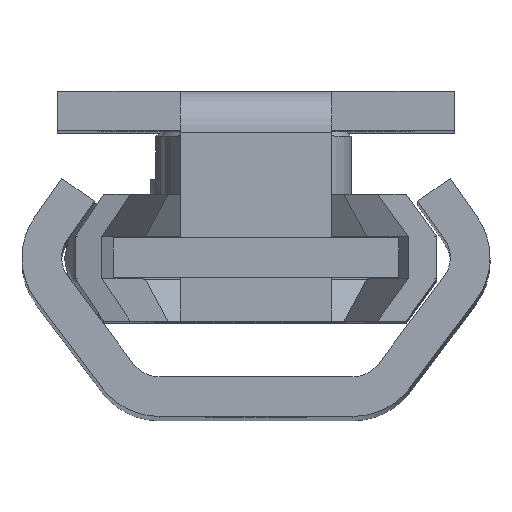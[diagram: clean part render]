
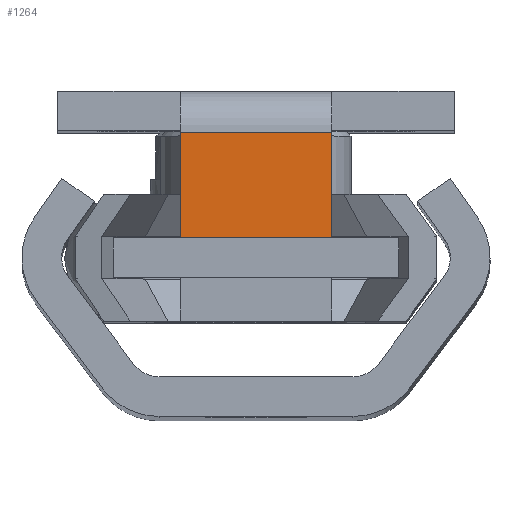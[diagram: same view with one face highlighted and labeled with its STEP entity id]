
A CAD part, top view. The second image highlights one B-rep face of the part: STEP entity #1264.
In plain terms, the highlighted face is planar.
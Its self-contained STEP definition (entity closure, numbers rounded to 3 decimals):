
#266 = ORIENTED_EDGE ( 'NONE', *, *, #2024, .T. ) ;
#271 = ORIENTED_EDGE ( 'NONE', *, *, #2070, .T. ) ;
#279 = ORIENTED_EDGE ( 'NONE', *, *, #2074, .F. ) ;
#409 = ORIENTED_EDGE ( 'NONE', *, *, #2071, .T. ) ;
#806 = VERTEX_POINT ( 'NONE', #1052 ) ;
#813 = VERTEX_POINT ( 'NONE', #1059 ) ;
#823 = VERTEX_POINT ( 'NONE', #1069 ) ;
#836 = VERTEX_POINT ( 'NONE', #1082 ) ;
#1052 = CARTESIAN_POINT ( 'NONE',  ( -44., -4.767, 2.6 ) ) ;
#1059 = CARTESIAN_POINT ( 'NONE',  ( -44., 4.767, 9.25 ) ) ;
#1069 = CARTESIAN_POINT ( 'NONE',  ( -44., 4.767, 2.6 ) ) ;
#1082 = CARTESIAN_POINT ( 'NONE',  ( -44., -4.767, 9.25 ) ) ;
#1264 = ADVANCED_FACE ( 'NONE', ( #3256 ), #5145, .F. ) ;
#1428 = EDGE_LOOP ( 'NONE', ( #279, #266, #409, #271 ) ) ;
#2024 = EDGE_CURVE ( 'NONE', #836, #813, #4722, .T. ) ;
#2070 = EDGE_CURVE ( 'NONE', #823, #806, #4802, .T. ) ;
#2071 = EDGE_CURVE ( 'NONE', #813, #823, #4814, .T. ) ;
#2074 = EDGE_CURVE ( 'NONE', #836, #806, #4805, .T. ) ;
#2588 = AXIS2_PLACEMENT_3D ( 'NONE', #5135, #5129, #5128 ) ;
#3256 = FACE_OUTER_BOUND ( 'NONE', #1428, .T. ) ;
#3860 = CARTESIAN_POINT ( 'NONE',  ( -44., 4.767, 9.25 ) ) ;
#3865 = DIRECTION ( 'NONE',  ( 0., 1., 0. ) ) ;
#3967 = CARTESIAN_POINT ( 'NONE',  ( -44., 4.767, 2.6 ) ) ;
#3968 = DIRECTION ( 'NONE',  ( 0., -1., 0. ) ) ;
#3969 = CARTESIAN_POINT ( 'NONE',  ( -44., 4.767, 12.839 ) ) ;
#3970 = DIRECTION ( 'NONE',  ( 0., 0., -1. ) ) ;
#3973 = CARTESIAN_POINT ( 'NONE',  ( -44., -4.767, 12.839 ) ) ;
#3976 = DIRECTION ( 'NONE',  ( 0., 0., -1. ) ) ;
#4722 = LINE ( 'NONE', #3860, #4731 ) ;
#4731 = VECTOR ( 'NONE', #3865, 1000. ) ;
#4802 = LINE ( 'NONE', #3967, #4813 ) ;
#4805 = LINE ( 'NONE', #3973, #4820 ) ;
#4813 = VECTOR ( 'NONE', #3968, 1000. ) ;
#4814 = LINE ( 'NONE', #3969, #4815 ) ;
#4815 = VECTOR ( 'NONE', #3970, 1000. ) ;
#4820 = VECTOR ( 'NONE', #3976, 1000. ) ;
#5128 = DIRECTION ( 'NONE',  ( 0., 0., -1. ) ) ;
#5129 = DIRECTION ( 'NONE',  ( 1., 0., 0. ) ) ;
#5135 = CARTESIAN_POINT ( 'NONE',  ( -44., 4.767, 12.839 ) ) ;
#5145 = PLANE ( 'NONE',  #2588 ) ;
